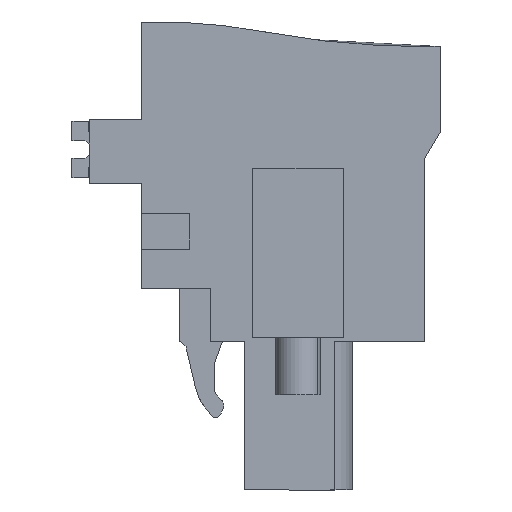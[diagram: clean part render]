
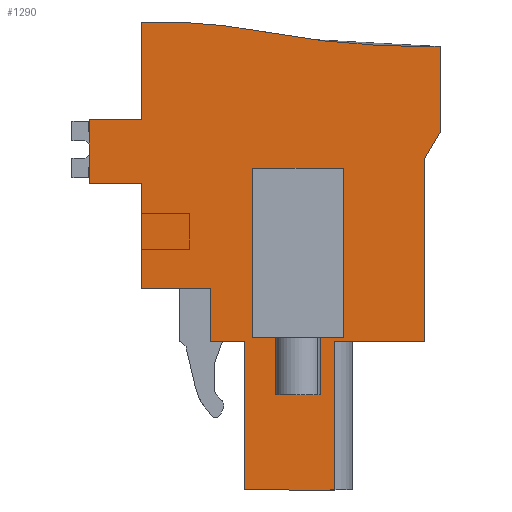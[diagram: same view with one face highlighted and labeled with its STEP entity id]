
A CAD part, left-side view. The second image highlights one B-rep face of the part: STEP entity #1290.
In plain terms, the highlighted planar face has unit normal (-1, 0, 0).
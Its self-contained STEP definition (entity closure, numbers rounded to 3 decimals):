
#1132=AXIS2_PLACEMENT_3D('Plane Axis2P3D',#1129,#1130,#1131) ;
#1145=AXIS2_PLACEMENT_3D('Circle Axis2P3D',#1143,#1144,$) ;
#1152=AXIS2_PLACEMENT_3D('Circle Axis2P3D',#1150,#1151,$) ;
#49=CARTESIAN_POINT('Vertex',(4.9,12.85,8.35)) ;
#52=CARTESIAN_POINT('Line Origine',(4.9,12.85,9.825)) ;
#56=CARTESIAN_POINT('Vertex',(4.9,12.85,11.3)) ;
#1001=CARTESIAN_POINT('Vertex',(4.9,10.937,8.35)) ;
#1004=CARTESIAN_POINT('Line Origine',(4.9,11.893,8.35)) ;
#1129=CARTESIAN_POINT('Axis2P3D Location',(4.9,3.817,22.4)) ;
#1134=CARTESIAN_POINT('Line Origine',(4.9,0.,22.459)) ;
#1138=CARTESIAN_POINT('Vertex',(4.9,0.,20.059)) ;
#1140=CARTESIAN_POINT('Vertex',(4.9,0.,24.859)) ;
#1143=CARTESIAN_POINT('Axis2P3D Location',(4.9,0.92,72.85)) ;
#1147=CARTESIAN_POINT('Vertex',(4.9,9.844,25.687)) ;
#1150=CARTESIAN_POINT('Axis2P3D Location',(4.9,15.85,-6.057)) ;
#1154=CARTESIAN_POINT('Vertex',(4.9,16.75,26.237)) ;
#1157=CARTESIAN_POINT('Line Origine',(4.9,16.75,23.494)) ;
#1161=CARTESIAN_POINT('Vertex',(4.9,16.75,20.75)) ;
#1164=CARTESIAN_POINT('Line Origine',(4.9,18.2,20.75)) ;
#1168=CARTESIAN_POINT('Vertex',(4.9,19.65,20.75)) ;
#1171=CARTESIAN_POINT('Line Origine',(4.9,19.65,18.975)) ;
#1175=CARTESIAN_POINT('Vertex',(4.9,19.65,17.2)) ;
#1178=CARTESIAN_POINT('Line Origine',(4.9,18.2,17.2)) ;
#1182=CARTESIAN_POINT('Vertex',(4.9,16.75,17.2)) ;
#1185=CARTESIAN_POINT('Line Origine',(4.9,16.75,14.25)) ;
#1189=CARTESIAN_POINT('Vertex',(4.9,16.75,11.3)) ;
#1192=CARTESIAN_POINT('Line Origine',(4.9,14.8,11.3)) ;
#1197=CARTESIAN_POINT('Line Origine',(4.9,10.937,4.175)) ;
#1201=CARTESIAN_POINT('Vertex',(4.9,10.937,0.)) ;
#1204=CARTESIAN_POINT('Line Origine',(4.9,8.414,0.)) ;
#1208=CARTESIAN_POINT('Vertex',(4.9,5.891,0.)) ;
#1211=CARTESIAN_POINT('Line Origine',(4.9,5.891,4.175)) ;
#1215=CARTESIAN_POINT('Vertex',(4.9,5.891,8.35)) ;
#1218=CARTESIAN_POINT('Line Origine',(4.9,3.396,8.35)) ;
#1222=CARTESIAN_POINT('Vertex',(4.9,0.9,8.35)) ;
#1225=CARTESIAN_POINT('Line Origine',(4.9,0.9,13.425)) ;
#1229=CARTESIAN_POINT('Vertex',(4.9,0.9,18.5)) ;
#1232=CARTESIAN_POINT('Line Origine',(4.9,0.45,19.279)) ;
#1256=CARTESIAN_POINT('Line Origine',(4.9,7.964,8.55)) ;
#1260=CARTESIAN_POINT('Vertex',(4.9,10.514,8.55)) ;
#1262=CARTESIAN_POINT('Vertex',(4.9,5.414,8.55)) ;
#1265=CARTESIAN_POINT('Line Origine',(4.9,10.514,13.3)) ;
#1269=CARTESIAN_POINT('Vertex',(4.9,10.514,18.05)) ;
#1272=CARTESIAN_POINT('Line Origine',(4.9,7.964,18.05)) ;
#1276=CARTESIAN_POINT('Vertex',(4.9,5.414,18.05)) ;
#1279=CARTESIAN_POINT('Line Origine',(4.9,5.414,13.3)) ;
#53=DIRECTION('Vector Direction',(0.,0.,1.)) ;
#1005=DIRECTION('Vector Direction',(0.,1.,0.)) ;
#1130=DIRECTION('Axis2P3D Direction',(1.,0.,0.)) ;
#1131=DIRECTION('Axis2P3D XDirection',(0.,1.,0.)) ;
#1135=DIRECTION('Vector Direction',(0.,0.,1.)) ;
#1144=DIRECTION('Axis2P3D Direction',(1.,0.,0.)) ;
#1151=DIRECTION('Axis2P3D Direction',(1.,0.,0.)) ;
#1158=DIRECTION('Vector Direction',(0.,0.,1.)) ;
#1165=DIRECTION('Vector Direction',(0.,-1.,0.)) ;
#1172=DIRECTION('Vector Direction',(0.,0.,1.)) ;
#1179=DIRECTION('Vector Direction',(0.,1.,0.)) ;
#1186=DIRECTION('Vector Direction',(0.,0.,1.)) ;
#1193=DIRECTION('Vector Direction',(0.,-1.,0.)) ;
#1198=DIRECTION('Vector Direction',(0.,0.,-1.)) ;
#1205=DIRECTION('Vector Direction',(0.,-1.,0.)) ;
#1212=DIRECTION('Vector Direction',(0.,0.,-1.)) ;
#1219=DIRECTION('Vector Direction',(0.,1.,0.)) ;
#1226=DIRECTION('Vector Direction',(0.,0.,-1.)) ;
#1233=DIRECTION('Vector Direction',(0.,-0.5,0.866)) ;
#1257=DIRECTION('Vector Direction',(0.,-1.,0.)) ;
#1266=DIRECTION('Vector Direction',(0.,0.,-1.)) ;
#1273=DIRECTION('Vector Direction',(0.,-1.,0.)) ;
#1280=DIRECTION('Vector Direction',(0.,0.,-1.)) ;
#54=VECTOR('Line Direction',#53,1.) ;
#1006=VECTOR('Line Direction',#1005,1.) ;
#1136=VECTOR('Line Direction',#1135,1.) ;
#1159=VECTOR('Line Direction',#1158,1.) ;
#1166=VECTOR('Line Direction',#1165,1.) ;
#1173=VECTOR('Line Direction',#1172,1.) ;
#1180=VECTOR('Line Direction',#1179,1.) ;
#1187=VECTOR('Line Direction',#1186,1.) ;
#1194=VECTOR('Line Direction',#1193,1.) ;
#1199=VECTOR('Line Direction',#1198,1.) ;
#1206=VECTOR('Line Direction',#1205,1.) ;
#1213=VECTOR('Line Direction',#1212,1.) ;
#1220=VECTOR('Line Direction',#1219,1.) ;
#1227=VECTOR('Line Direction',#1226,1.) ;
#1234=VECTOR('Line Direction',#1233,1.) ;
#1258=VECTOR('Line Direction',#1257,1.) ;
#1267=VECTOR('Line Direction',#1266,1.) ;
#1274=VECTOR('Line Direction',#1273,1.) ;
#1281=VECTOR('Line Direction',#1280,1.) ;
#1238=ORIENTED_EDGE('',*,*,#1142,.T.) ;
#1239=ORIENTED_EDGE('',*,*,#1149,.T.) ;
#1240=ORIENTED_EDGE('',*,*,#1156,.F.) ;
#1241=ORIENTED_EDGE('',*,*,#1163,.F.) ;
#1242=ORIENTED_EDGE('',*,*,#1170,.F.) ;
#1243=ORIENTED_EDGE('',*,*,#1177,.F.) ;
#1244=ORIENTED_EDGE('',*,*,#1184,.F.) ;
#1245=ORIENTED_EDGE('',*,*,#1191,.F.) ;
#1246=ORIENTED_EDGE('',*,*,#1196,.T.) ;
#1247=ORIENTED_EDGE('',*,*,#58,.F.) ;
#1248=ORIENTED_EDGE('',*,*,#1008,.F.) ;
#1249=ORIENTED_EDGE('',*,*,#1203,.T.) ;
#1250=ORIENTED_EDGE('',*,*,#1210,.T.) ;
#1251=ORIENTED_EDGE('',*,*,#1217,.F.) ;
#1252=ORIENTED_EDGE('',*,*,#1224,.F.) ;
#1253=ORIENTED_EDGE('',*,*,#1231,.F.) ;
#1254=ORIENTED_EDGE('',*,*,#1236,.T.) ;
#1285=ORIENTED_EDGE('',*,*,#1264,.F.) ;
#1286=ORIENTED_EDGE('',*,*,#1271,.F.) ;
#1287=ORIENTED_EDGE('',*,*,#1278,.F.) ;
#1288=ORIENTED_EDGE('',*,*,#1283,.T.) ;
#1289=FACE_BOUND('',#1284,.T.) ;
#1290=ADVANCED_FACE('HOUSING',(#1255,#1289),#1133,.F.) ;
#1146=CIRCLE('generated circle',#1145,48.) ;
#1153=CIRCLE('generated circle',#1152,32.307) ;
#58=EDGE_CURVE('',#50,#57,#55,.T.) ;
#1008=EDGE_CURVE('',#1002,#50,#1007,.T.) ;
#1142=EDGE_CURVE('',#1139,#1141,#1137,.T.) ;
#1149=EDGE_CURVE('',#1141,#1148,#1146,.T.) ;
#1156=EDGE_CURVE('',#1155,#1148,#1153,.T.) ;
#1163=EDGE_CURVE('',#1162,#1155,#1160,.T.) ;
#1170=EDGE_CURVE('',#1169,#1162,#1167,.T.) ;
#1177=EDGE_CURVE('',#1176,#1169,#1174,.T.) ;
#1184=EDGE_CURVE('',#1183,#1176,#1181,.T.) ;
#1191=EDGE_CURVE('',#1190,#1183,#1188,.T.) ;
#1196=EDGE_CURVE('',#1190,#57,#1195,.T.) ;
#1203=EDGE_CURVE('',#1002,#1202,#1200,.T.) ;
#1210=EDGE_CURVE('',#1202,#1209,#1207,.T.) ;
#1217=EDGE_CURVE('',#1216,#1209,#1214,.T.) ;
#1224=EDGE_CURVE('',#1223,#1216,#1221,.T.) ;
#1231=EDGE_CURVE('',#1230,#1223,#1228,.T.) ;
#1236=EDGE_CURVE('',#1230,#1139,#1235,.T.) ;
#1264=EDGE_CURVE('',#1261,#1263,#1259,.T.) ;
#1271=EDGE_CURVE('',#1270,#1261,#1268,.T.) ;
#1278=EDGE_CURVE('',#1277,#1270,#1275,.F.) ;
#1283=EDGE_CURVE('',#1277,#1263,#1282,.T.) ;
#1237=EDGE_LOOP('',(#1238,#1239,#1240,#1241,#1242,#1243,#1244,#1245,#1246,#1247,#1248,#1249,#1250,#1251,#1252,#1253,#1254)) ;
#1284=EDGE_LOOP('',(#1285,#1286,#1287,#1288)) ;
#1255=FACE_OUTER_BOUND('',#1237,.T.) ;
#55=LINE('Line',#52,#54) ;
#1007=LINE('Line',#1004,#1006) ;
#1137=LINE('Line',#1134,#1136) ;
#1160=LINE('Line',#1157,#1159) ;
#1167=LINE('Line',#1164,#1166) ;
#1174=LINE('Line',#1171,#1173) ;
#1181=LINE('Line',#1178,#1180) ;
#1188=LINE('Line',#1185,#1187) ;
#1195=LINE('Line',#1192,#1194) ;
#1200=LINE('Line',#1197,#1199) ;
#1207=LINE('Line',#1204,#1206) ;
#1214=LINE('Line',#1211,#1213) ;
#1221=LINE('Line',#1218,#1220) ;
#1228=LINE('Line',#1225,#1227) ;
#1235=LINE('Line',#1232,#1234) ;
#1259=LINE('Line',#1256,#1258) ;
#1268=LINE('Line',#1265,#1267) ;
#1275=LINE('Line',#1272,#1274) ;
#1282=LINE('Line',#1279,#1281) ;
#1133=PLANE('',#1132) ;
#50=VERTEX_POINT('',#49) ;
#57=VERTEX_POINT('',#56) ;
#1002=VERTEX_POINT('',#1001) ;
#1139=VERTEX_POINT('',#1138) ;
#1141=VERTEX_POINT('',#1140) ;
#1148=VERTEX_POINT('',#1147) ;
#1155=VERTEX_POINT('',#1154) ;
#1162=VERTEX_POINT('',#1161) ;
#1169=VERTEX_POINT('',#1168) ;
#1176=VERTEX_POINT('',#1175) ;
#1183=VERTEX_POINT('',#1182) ;
#1190=VERTEX_POINT('',#1189) ;
#1202=VERTEX_POINT('',#1201) ;
#1209=VERTEX_POINT('',#1208) ;
#1216=VERTEX_POINT('',#1215) ;
#1223=VERTEX_POINT('',#1222) ;
#1230=VERTEX_POINT('',#1229) ;
#1261=VERTEX_POINT('',#1260) ;
#1263=VERTEX_POINT('',#1262) ;
#1270=VERTEX_POINT('',#1269) ;
#1277=VERTEX_POINT('',#1276) ;
